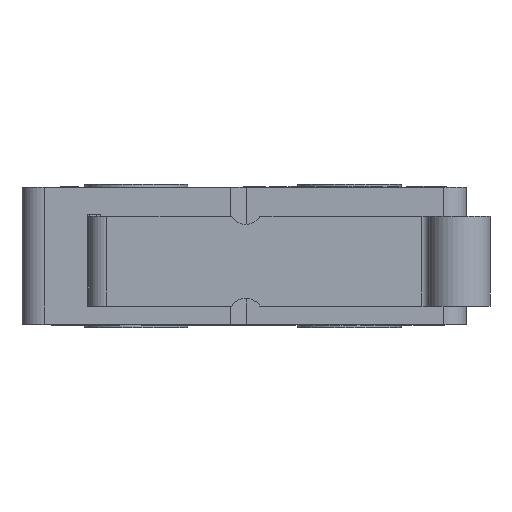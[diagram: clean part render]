
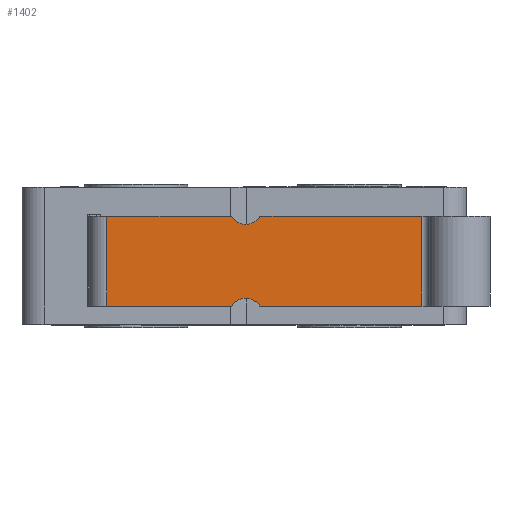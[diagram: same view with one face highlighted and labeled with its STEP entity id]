
A CAD part, top view. The second image highlights one B-rep face of the part: STEP entity #1402.
In plain terms, the highlighted planar face has unit normal (-0.013, 0, 1).
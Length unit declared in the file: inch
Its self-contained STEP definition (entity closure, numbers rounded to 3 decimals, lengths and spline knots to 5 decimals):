
#1095=CARTESIAN_POINT('',(0.16691,-0.20866,0.34763));
#1096=VERTEX_POINT('',#1095);
#1103=CARTESIAN_POINT('',(-0.05219,-0.20866,0.34474));
#1104=VERTEX_POINT('',#1103);
#1105=CARTESIAN_POINT('',(-0.05219,-0.20866,0.34474));
#1106=DIRECTION('',(1.,0.,0.013));
#1107=VECTOR('',#1106,0.21912);
#1108=LINE('',#1105,#1107);
#1109=EDGE_CURVE('',#1104,#1096,#1108,.T.);
#1176=CARTESIAN_POINT('',(0.21686,-0.20866,0.34829));
#1177=VERTEX_POINT('',#1176);
#1184=CARTESIAN_POINT('',(0.19189,-0.22441,0.34796));
#1185=DIRECTION('',(0.013,0.0,-1.));
#1186=DIRECTION('',(1.,0.,0.013));
#1187=AXIS2_PLACEMENT_3D('',#1184,#1185,#1186);
#1188=CIRCLE('',#1187,0.02953);
#1189=EDGE_CURVE('',#1096,#1177,#1188,.T.);
#1199=CARTESIAN_POINT('',(0.16691,-0.05118,0.34763));
#1200=VERTEX_POINT('',#1199);
#1209=CARTESIAN_POINT('',(0.21686,-0.05118,0.34829));
#1210=VERTEX_POINT('',#1209);
#1211=CARTESIAN_POINT('',(0.19189,-0.03543,0.34796));
#1212=DIRECTION('',(0.013,0.0,-1.));
#1213=DIRECTION('',(1.,0.,0.013));
#1214=AXIS2_PLACEMENT_3D('',#1211,#1212,#1213);
#1215=CIRCLE('',#1214,0.02953);
#1216=EDGE_CURVE('',#1210,#1200,#1215,.T.);
#1285=CARTESIAN_POINT('',(0.50118,-0.20866,0.35203));
#1286=VERTEX_POINT('',#1285);
#1294=CARTESIAN_POINT('',(0.21686,-0.20866,0.34829));
#1295=DIRECTION('',(1.,0.,0.013));
#1296=VECTOR('',#1295,0.28434);
#1297=LINE('',#1294,#1296);
#1298=EDGE_CURVE('',#1177,#1286,#1297,.T.);
#1309=CARTESIAN_POINT('',(0.50118,-0.05118,0.35203));
#1310=VERTEX_POINT('',#1309);
#1311=CARTESIAN_POINT('',(0.50118,-0.05118,0.35203));
#1312=DIRECTION('',(-1.,0.,-0.013));
#1313=VECTOR('',#1312,0.28434);
#1314=LINE('',#1311,#1313);
#1315=EDGE_CURVE('',#1310,#1210,#1314,.T.);
#1370=CARTESIAN_POINT('',(-0.07986,-0.21654,0.34438));
#1371=DIRECTION('',(-0.013,0.0,1.));
#1372=DIRECTION('',(1.,0.0,0.013));
#1373=AXIS2_PLACEMENT_3D('',#1370,#1371,#1372);
#1374=PLANE('',#1373);
#1375=ORIENTED_EDGE('',*,*,#1189,.T.);
#1376=ORIENTED_EDGE('',*,*,#1298,.T.);
#1377=CARTESIAN_POINT('',(0.50118,-0.05118,0.35203));
#1378=DIRECTION('',(0.0,-1.0,0.0));
#1379=VECTOR('',#1378,0.15748);
#1380=LINE('',#1377,#1379);
#1381=EDGE_CURVE('',#1310,#1286,#1380,.T.);
#1382=ORIENTED_EDGE('',*,*,#1381,.F.);
#1383=ORIENTED_EDGE('',*,*,#1315,.T.);
#1384=ORIENTED_EDGE('',*,*,#1216,.T.);
#1385=CARTESIAN_POINT('',(-0.05219,-0.05118,0.34474));
#1386=VERTEX_POINT('',#1385);
#1387=CARTESIAN_POINT('',(0.16691,-0.05118,0.34763));
#1388=DIRECTION('',(-1.,0.,-0.013));
#1389=VECTOR('',#1388,0.21912);
#1390=LINE('',#1387,#1389);
#1391=EDGE_CURVE('',#1200,#1386,#1390,.T.);
#1392=ORIENTED_EDGE('',*,*,#1391,.T.);
#1393=CARTESIAN_POINT('',(-0.05219,-0.05118,0.34474));
#1394=DIRECTION('',(0.0,-1.0,0.0));
#1395=VECTOR('',#1394,0.15748);
#1396=LINE('',#1393,#1395);
#1397=EDGE_CURVE('',#1386,#1104,#1396,.T.);
#1398=ORIENTED_EDGE('',*,*,#1397,.T.);
#1399=ORIENTED_EDGE('',*,*,#1109,.T.);
#1400=EDGE_LOOP('',(#1375,#1376,#1382,#1383,#1384,#1392,#1398,#1399));
#1401=FACE_OUTER_BOUND('',#1400,.T.);
#1402=ADVANCED_FACE('',(#1401),#1374,.T.);
